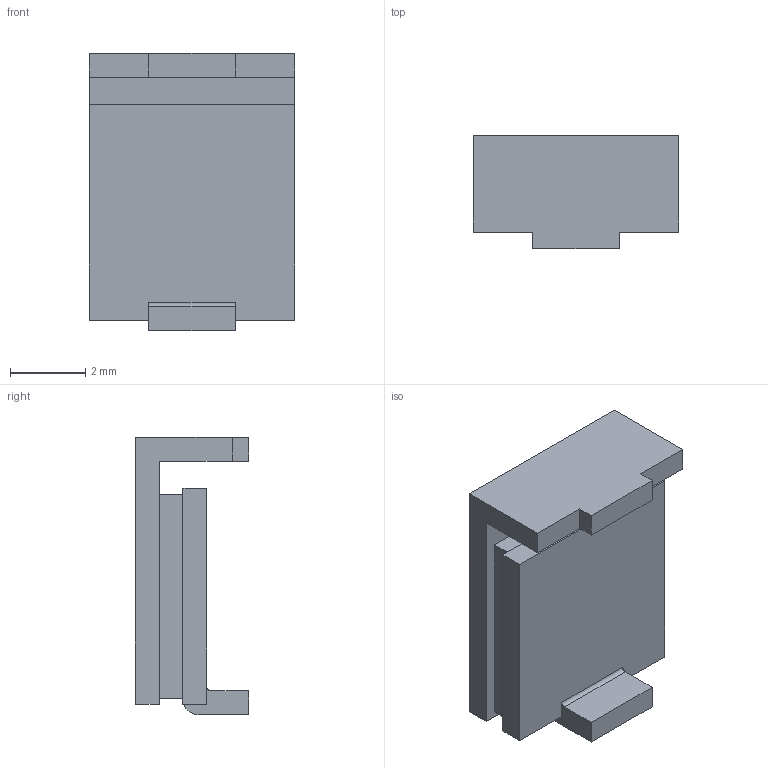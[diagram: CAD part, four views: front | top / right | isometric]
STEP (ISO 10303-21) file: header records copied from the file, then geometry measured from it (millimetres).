
FILE_DESCRIPTION((''),'2;1');
FILE_NAME('MF-SM100','2012-07-26T',('ryans'),('Bourns, Inc.'),'PRO/ENGINEER BY PARAMETRIC TECHNOLOGY CORPORATION, 2010100','PRO/ENGINEER BY PARAMETRIC TECHNOLOGY CORPORATION, 2010100','');
FILE_SCHEMA(('CONFIG_CONTROL_DESIGN'));
Length unit declared in the file: millimetre
Products named in the file (1): MF-SM100
Bounding box: 5.44 x 3 x 7.36 mm (x, y, z)
Volume: 69.7 mm3; surface area: 163.6 mm2
Topology: 1 solids, 1 shells, 32 faces, 82 edges, 54 vertices
Faces by surface type: plane 30, cylinder 2
Entity records: 994 total; most frequent: CARTESIAN_POINT 168, ORIENTED_EDGE 164, DIRECTION 152, EDGE_CURVE 82, VECTOR 76, LINE 76, VERTEX_POINT 54, AXIS2_PLACEMENT_3D 38
